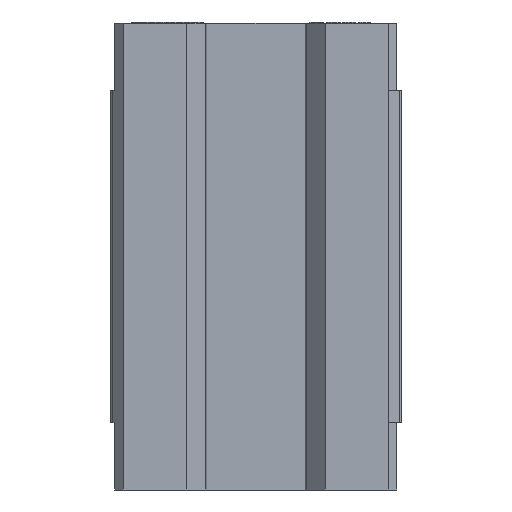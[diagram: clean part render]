
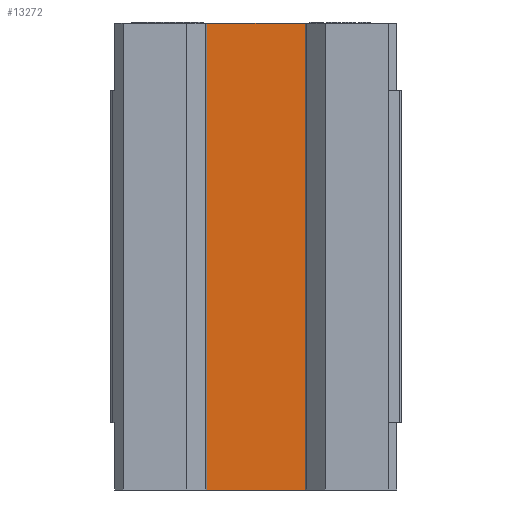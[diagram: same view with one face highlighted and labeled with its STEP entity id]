
A CAD part, front view. The second image highlights one B-rep face of the part: STEP entity #13272.
In plain terms, the highlighted planar face has unit normal (0, -1, 0).
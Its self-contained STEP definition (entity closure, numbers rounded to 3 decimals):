
#5031 = CARTESIAN_POINT ( 'NONE',  ( -13.251, 0., -56.2 ) ) ;
#5052 = DIRECTION ( 'NONE',  ( 0., 0., -1. ) ) ;
#5053 = VECTOR ( 'NONE', #5052, 1000. ) ;
#5054 = CARTESIAN_POINT ( 'NONE',  ( -13.251, 0., -40. ) ) ;
#5055 = LINE ( 'NONE', #5054, #5053 ) ;
#5059 = DIRECTION ( 'NONE',  ( 1., 0., 0. ) ) ;
#5060 = VECTOR ( 'NONE', #5059, 1000. ) ;
#5061 = CARTESIAN_POINT ( 'NONE',  ( -13.251, 0., -56.2 ) ) ;
#5062 = LINE ( 'NONE', #5061, #5060 ) ;
#5089 = CARTESIAN_POINT ( 'NONE',  ( 13.251, 0., 56.2 ) ) ;
#5090 = CARTESIAN_POINT ( 'NONE',  ( -13.251, 0., 56.2 ) ) ;
#5091 = DIRECTION ( 'NONE',  ( -1., 0., 0. ) ) ;
#5092 = VECTOR ( 'NONE', #5091, 1000. ) ;
#5093 = CARTESIAN_POINT ( 'NONE',  ( -13.251, 0., 56.2 ) ) ;
#5094 = LINE ( 'NONE', #5093, #5092 ) ;
#5111 = CARTESIAN_POINT ( 'NONE',  ( 13.251, 0., -56.2 ) ) ;
#5152 = DIRECTION ( 'NONE',  ( 0., 0., -1. ) ) ;
#5153 = DIRECTION ( 'NONE',  ( 0., -1., 0. ) ) ;
#5154 = CARTESIAN_POINT ( 'NONE',  ( -13.251, 0., -40. ) ) ;
#5155 = AXIS2_PLACEMENT_3D ( 'NONE', #5154, #5153, #5152 ) ;
#5156 = PLANE ( 'NONE',  #5155 ) ;
#5157 = FACE_OUTER_BOUND ( 'NONE', #13268, .T. ) ;
#5197 = DIRECTION ( 'NONE',  ( 0., 0., 1. ) ) ;
#5198 = VECTOR ( 'NONE', #5197, 1000. ) ;
#5206 = CARTESIAN_POINT ( 'NONE',  ( 13.251, 0., -40. ) ) ;
#5207 = LINE ( 'NONE', #5206, #5198 ) ;
#13155 = EDGE_CURVE ( 'NONE', #13216, #13165, #5055, .T. ) ;
#13165 = VERTEX_POINT ( 'NONE', #5031 ) ;
#13194 = EDGE_CURVE ( 'NONE', #13165, #13204, #5062, .T. ) ;
#13204 = VERTEX_POINT ( 'NONE', #5111 ) ;
#13214 = EDGE_CURVE ( 'NONE', #13217, #13216, #5094, .T. ) ;
#13216 = VERTEX_POINT ( 'NONE', #5090 ) ;
#13217 = VERTEX_POINT ( 'NONE', #5089 ) ;
#13264 = ORIENTED_EDGE ( 'NONE', *, *, #13281, .T. ) ;
#13266 = ORIENTED_EDGE ( 'NONE', *, *, #13194, .T. ) ;
#13268 = EDGE_LOOP ( 'NONE', ( #13266, #13264, #13288, #13293 ) ) ;
#13272 = ADVANCED_FACE ( 'NONE', ( #5157 ), #5156, .T. ) ;
#13281 = EDGE_CURVE ( 'NONE', #13204, #13217, #5207, .T. ) ;
#13288 = ORIENTED_EDGE ( 'NONE', *, *, #13214, .T. ) ;
#13293 = ORIENTED_EDGE ( 'NONE', *, *, #13155, .T. ) ;
